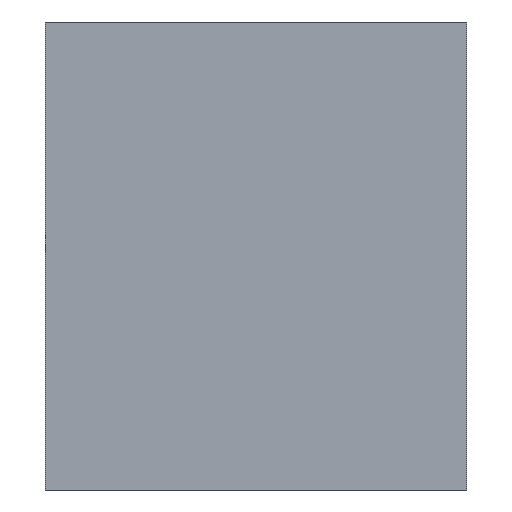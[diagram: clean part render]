
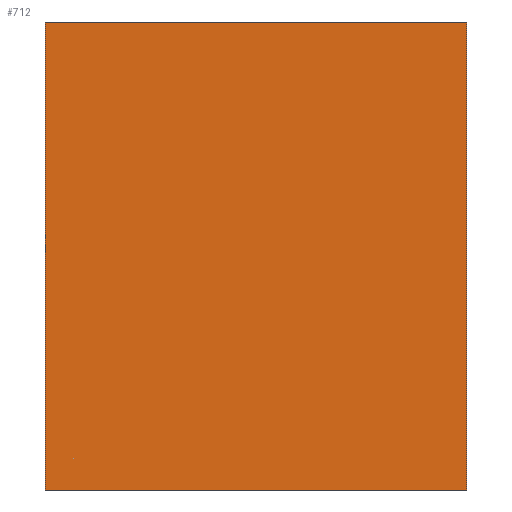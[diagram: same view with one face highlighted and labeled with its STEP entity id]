
A CAD part, left-side view. The second image highlights one B-rep face of the part: STEP entity #712.
In plain terms, the highlighted planar face has unit normal (-1, 0, 0).
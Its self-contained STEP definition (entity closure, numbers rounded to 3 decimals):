
#12 = ORIENTED_EDGE ( 'NONE', *, *, #346, .F. ) ;
#14 = LINE ( 'NONE', #299, #505 ) ;
#45 = FACE_OUTER_BOUND ( 'NONE', #694, .T. ) ;
#50 = CARTESIAN_POINT ( 'NONE',  ( -0.8, 0.73, 0.405 ) ) ;
#63 = DIRECTION ( 'NONE',  ( 0., -1., 0. ) ) ;
#64 = DIRECTION ( 'NONE',  ( 0., 0., 1. ) ) ;
#70 = VECTOR ( 'NONE', #117, 1000. ) ;
#79 = LINE ( 'NONE', #283, #216 ) ;
#117 = DIRECTION ( 'NONE',  ( 0., -1., 0. ) ) ;
#169 = ORIENTED_EDGE ( 'NONE', *, *, #319, .T. ) ;
#172 = DIRECTION ( 'NONE',  ( 0., 0., -1. ) ) ;
#216 = VECTOR ( 'NONE', #271, 1000. ) ;
#217 = CARTESIAN_POINT ( 'NONE',  ( -0.8, 0.73, 0.405 ) ) ;
#232 = CARTESIAN_POINT ( 'NONE',  ( -0.8, 0.73, -0.405 ) ) ;
#271 = DIRECTION ( 'NONE',  ( 0., 0., 1. ) ) ;
#283 = CARTESIAN_POINT ( 'NONE',  ( -0.8, 0., 0.405 ) ) ;
#292 = CARTESIAN_POINT ( 'NONE',  ( -0.8, 0.73, -0.405 ) ) ;
#299 = CARTESIAN_POINT ( 'NONE',  ( -0.8, 0.73, 0.405 ) ) ;
#309 = LINE ( 'NONE', #232, #782 ) ;
#319 = EDGE_CURVE ( 'NONE', #355, #588, #79, .T. ) ;
#346 = EDGE_CURVE ( 'NONE', #449, #588, #711, .T. ) ;
#348 = CARTESIAN_POINT ( 'NONE',  ( -0.8, 0., -0.405 ) ) ;
#355 = VERTEX_POINT ( 'NONE', #348 ) ;
#358 = VERTEX_POINT ( 'NONE', #292 ) ;
#449 = VERTEX_POINT ( 'NONE', #554 ) ;
#487 = DIRECTION ( 'NONE',  ( 1., 0., 0. ) ) ;
#502 = EDGE_CURVE ( 'NONE', #358, #355, #309, .T. ) ;
#505 = VECTOR ( 'NONE', #64, 1000. ) ;
#520 = ORIENTED_EDGE ( 'NONE', *, *, #502, .T. ) ;
#524 = ORIENTED_EDGE ( 'NONE', *, *, #792, .F. ) ;
#554 = CARTESIAN_POINT ( 'NONE',  ( -0.8, 0.73, 0.405 ) ) ;
#588 = VERTEX_POINT ( 'NONE', #630 ) ;
#630 = CARTESIAN_POINT ( 'NONE',  ( -0.8, 0., 0.405 ) ) ;
#694 = EDGE_LOOP ( 'NONE', ( #169, #12, #524, #520 ) ) ;
#711 = LINE ( 'NONE', #50, #70 ) ;
#712 = ADVANCED_FACE ( 'NONE', ( #45 ), #720, .F. ) ;
#720 = PLANE ( 'NONE',  #795 ) ;
#782 = VECTOR ( 'NONE', #63, 1000. ) ;
#792 = EDGE_CURVE ( 'NONE', #358, #449, #14, .T. ) ;
#795 = AXIS2_PLACEMENT_3D ( 'NONE', #217, #487, #172 ) ;
